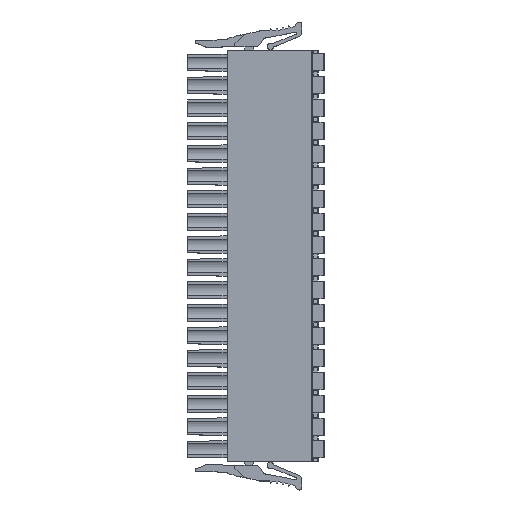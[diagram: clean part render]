
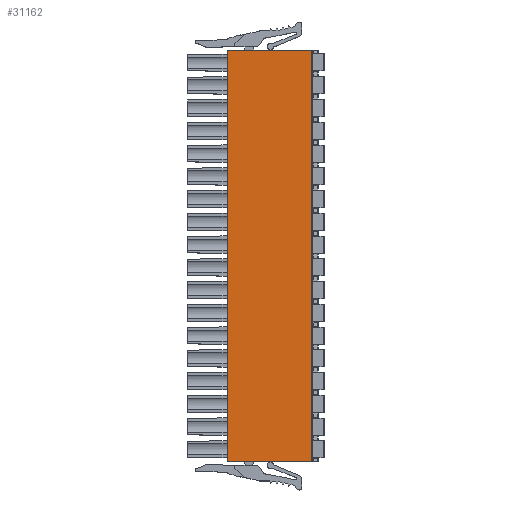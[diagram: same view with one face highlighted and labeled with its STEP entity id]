
A CAD part, top view. The second image highlights one B-rep face of the part: STEP entity #31162.
In plain terms, the highlighted planar face has unit normal (0, 0, 1).
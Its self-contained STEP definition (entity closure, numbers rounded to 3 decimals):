
#7357=DIRECTION('',(0.,1.,0.));
#7358=VECTOR('',#7357,68.97);
#7359=CARTESIAN_POINT('',(7.475,-22.265,3.4));
#7360=LINE('',#7359,#7358);
#7365=DIRECTION('',(0.,1.,0.));
#7366=VECTOR('',#7365,68.97);
#7367=CARTESIAN_POINT('',(-6.625,-22.265,
3.4));
#7368=LINE('',#7367,#7366);
#10226=DIRECTION('',(-1.,0.,0.));
#10227=VECTOR('',#10226,14.1);
#10228=CARTESIAN_POINT('',(7.475,46.705,3.4));
#10229=LINE('',#10228,#10227);
#11482=DIRECTION('',(1.,0.,0.));
#11483=VECTOR('',#11482,14.1);
#11484=CARTESIAN_POINT('',(-6.625,-22.265,
3.4));
#11485=LINE('',#11484,#11483);
#16990=CARTESIAN_POINT('',(-6.625,-22.265,
3.4));
#16991=VERTEX_POINT('',#16990);
#17018=CARTESIAN_POINT('',(7.475,-22.265,
3.4));
#17019=VERTEX_POINT('',#17018);
#21046=CARTESIAN_POINT('',(-6.625,46.705,
3.4));
#21047=VERTEX_POINT('',#21046);
#21048=CARTESIAN_POINT('',(7.475,46.705,3.4));
#21049=VERTEX_POINT('',#21048);
#31148=CARTESIAN_POINT('',(4.299,-14.645,3.4));
#31149=DIRECTION('',(0.,0.,1.));
#31150=DIRECTION('',(-1.,0.,0.));
#31151=AXIS2_PLACEMENT_3D('',#31148,#31149,#31150);
#31152=PLANE('',#31151);
#31154=ORIENTED_EDGE('',*,*,#31153,.T.);
#31156=ORIENTED_EDGE('',*,*,#31155,.F.);
#31157=ORIENTED_EDGE('',*,*,#31138,.F.);
#31159=ORIENTED_EDGE('',*,*,#31158,.F.);
#31160=EDGE_LOOP('',(#31154,#31156,#31157,#31159));
#31161=FACE_OUTER_BOUND('',#31160,.F.);
#31138=EDGE_CURVE('',#17019,#21049,#7360,.T.);
#31153=EDGE_CURVE('',#16991,#21047,#7368,.T.);
#31155=EDGE_CURVE('',#21049,#21047,#10229,.T.);
#31158=EDGE_CURVE('',#16991,#17019,#11485,.T.);
#31162=ADVANCED_FACE('',(#31161),#31152,.T.);
